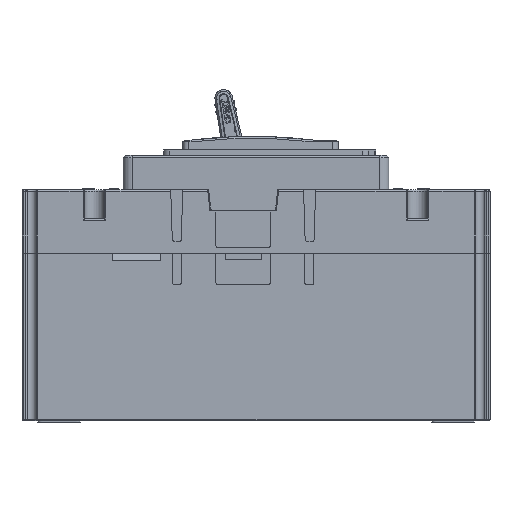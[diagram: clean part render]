
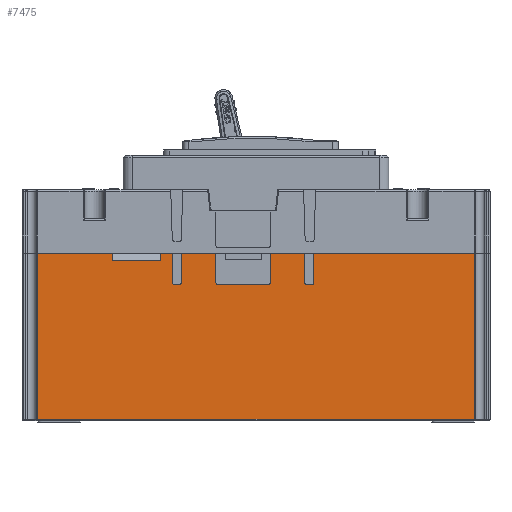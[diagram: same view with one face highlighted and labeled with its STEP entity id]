
A CAD part, left-side view. The second image highlights one B-rep face of the part: STEP entity #7475.
In plain terms, the highlighted planar face has unit normal (-1, 0, 0).
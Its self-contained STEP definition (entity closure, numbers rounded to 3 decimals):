
#4716=CIRCLE('',#103113,0.5);
#4717=CIRCLE('',#103114,0.5);
#4718=CIRCLE('',#103115,0.5);
#4719=CIRCLE('',#103116,0.5);
#4720=CIRCLE('',#103117,0.5);
#4721=CIRCLE('',#103118,0.5);
#7475=ADVANCED_FACE('',(#16476),#13026,.T.);
#13026=PLANE('',#103119);
#16476=FACE_OUTER_BOUND('',#21697,.T.);
#21697=EDGE_LOOP('',(#28674,#28675,#28676,#28677,#28678,#28679,#28680,#28681,
#28682,#28683,#28684,#28685,#28686,#28687,#28688,#28689,#28690,#28691,#28692,
#28693,#28694,#28695,#28696,#28697,#28698,#28699));
#28674=ORIENTED_EDGE('',*,*,#67455,.T.);
#28675=ORIENTED_EDGE('',*,*,#67456,.T.);
#28676=ORIENTED_EDGE('',*,*,#67457,.T.);
#28677=ORIENTED_EDGE('',*,*,#67458,.F.);
#28678=ORIENTED_EDGE('',*,*,#67459,.T.);
#28679=ORIENTED_EDGE('',*,*,#67460,.T.);
#28680=ORIENTED_EDGE('',*,*,#67461,.T.);
#28681=ORIENTED_EDGE('',*,*,#67462,.T.);
#28682=ORIENTED_EDGE('',*,*,#67463,.F.);
#28683=ORIENTED_EDGE('',*,*,#67464,.F.);
#28684=ORIENTED_EDGE('',*,*,#67465,.T.);
#28685=ORIENTED_EDGE('',*,*,#67466,.T.);
#28686=ORIENTED_EDGE('',*,*,#67467,.T.);
#28687=ORIENTED_EDGE('',*,*,#67468,.T.);
#28688=ORIENTED_EDGE('',*,*,#67469,.F.);
#28689=ORIENTED_EDGE('',*,*,#67040,.F.);
#28690=ORIENTED_EDGE('',*,*,#67470,.T.);
#28691=ORIENTED_EDGE('',*,*,#67471,.T.);
#28692=ORIENTED_EDGE('',*,*,#67472,.T.);
#28693=ORIENTED_EDGE('',*,*,#67473,.T.);
#28694=ORIENTED_EDGE('',*,*,#67474,.F.);
#28695=ORIENTED_EDGE('',*,*,#67036,.F.);
#28696=ORIENTED_EDGE('',*,*,#67475,.F.);
#28697=ORIENTED_EDGE('',*,*,#67476,.T.);
#28698=ORIENTED_EDGE('',*,*,#67477,.T.);
#28699=ORIENTED_EDGE('',*,*,#67032,.F.);
#57480=VERTEX_POINT('',#140031);
#57481=VERTEX_POINT('',#140033);
#57484=VERTEX_POINT('',#140039);
#57485=VERTEX_POINT('',#140041);
#57488=VERTEX_POINT('',#140047);
#57489=VERTEX_POINT('',#140049);
#57862=VERTEX_POINT('',#140880);
#57863=VERTEX_POINT('',#140882);
#57864=VERTEX_POINT('',#140884);
#57865=VERTEX_POINT('',#140886);
#57866=VERTEX_POINT('',#140888);
#57867=VERTEX_POINT('',#140890);
#57868=VERTEX_POINT('',#140892);
#57869=VERTEX_POINT('',#140894);
#57870=VERTEX_POINT('',#140896);
#57871=VERTEX_POINT('',#140898);
#57872=VERTEX_POINT('',#140900);
#57873=VERTEX_POINT('',#140902);
#57874=VERTEX_POINT('',#140904);
#57875=VERTEX_POINT('',#140906);
#57876=VERTEX_POINT('',#140909);
#57877=VERTEX_POINT('',#140911);
#57878=VERTEX_POINT('',#140913);
#57879=VERTEX_POINT('',#140915);
#57880=VERTEX_POINT('',#140918);
#57881=VERTEX_POINT('',#140920);
#67032=EDGE_CURVE('',#57480,#57481,#81636,.T.);
#67036=EDGE_CURVE('',#57484,#57485,#81640,.T.);
#67040=EDGE_CURVE('',#57488,#57489,#81644,.T.);
#67455=EDGE_CURVE('',#57480,#57862,#81973,.T.);
#67456=EDGE_CURVE('',#57862,#57863,#81974,.T.);
#67457=EDGE_CURVE('',#57863,#57864,#81975,.T.);
#67458=EDGE_CURVE('',#57865,#57864,#81976,.T.);
#67459=EDGE_CURVE('',#57865,#57866,#81977,.T.);
#67460=EDGE_CURVE('',#57866,#57867,#4716,.T.);
#67461=EDGE_CURVE('',#57867,#57868,#81978,.T.);
#67462=EDGE_CURVE('',#57868,#57869,#4717,.T.);
#67463=EDGE_CURVE('',#57870,#57869,#81979,.T.);
#67464=EDGE_CURVE('',#57871,#57870,#81980,.T.);
#67465=EDGE_CURVE('',#57871,#57872,#81981,.T.);
#67466=EDGE_CURVE('',#57872,#57873,#4718,.T.);
#67467=EDGE_CURVE('',#57873,#57874,#81982,.T.);
#67468=EDGE_CURVE('',#57874,#57875,#4719,.T.);
#67469=EDGE_CURVE('',#57489,#57875,#81983,.T.);
#67470=EDGE_CURVE('',#57488,#57876,#81984,.T.);
#67471=EDGE_CURVE('',#57876,#57877,#4720,.T.);
#67472=EDGE_CURVE('',#57877,#57878,#81985,.T.);
#67473=EDGE_CURVE('',#57878,#57879,#4721,.T.);
#67474=EDGE_CURVE('',#57485,#57879,#81986,.T.);
#67475=EDGE_CURVE('',#57880,#57484,#81987,.T.);
#67476=EDGE_CURVE('',#57880,#57881,#81988,.T.);
#67477=EDGE_CURVE('',#57881,#57481,#81989,.T.);
#81636=LINE('',#140032,#92330);
#81640=LINE('',#140040,#92334);
#81644=LINE('',#140048,#92338);
#81973=LINE('',#140879,#92667);
#81974=LINE('',#140881,#92668);
#81975=LINE('',#140883,#92669);
#81976=LINE('',#140885,#92670);
#81977=LINE('',#140887,#92671);
#81978=LINE('',#140891,#92672);
#81979=LINE('',#140895,#92673);
#81980=LINE('',#140897,#92674);
#81981=LINE('',#140899,#92675);
#81982=LINE('',#140903,#92676);
#81983=LINE('',#140907,#92677);
#81984=LINE('',#140908,#92678);
#81985=LINE('',#140912,#92679);
#81986=LINE('',#140916,#92680);
#81987=LINE('',#140917,#92681);
#81988=LINE('',#140919,#92682);
#81989=LINE('',#140921,#92683);
#92330=VECTOR('',#111939,1.);
#92334=VECTOR('',#111943,1.);
#92338=VECTOR('',#111947,1.);
#92667=VECTOR('',#112534,1.);
#92668=VECTOR('',#112535,1.);
#92669=VECTOR('',#112536,1.);
#92670=VECTOR('',#112537,1.);
#92671=VECTOR('',#112538,1.);
#92672=VECTOR('',#112541,1.);
#92673=VECTOR('',#112544,1.);
#92674=VECTOR('',#112545,1.);
#92675=VECTOR('',#112546,1.);
#92676=VECTOR('',#112549,1.);
#92677=VECTOR('',#112552,1.);
#92678=VECTOR('',#112553,1.);
#92679=VECTOR('',#112556,1.);
#92680=VECTOR('',#112559,1.);
#92681=VECTOR('',#112560,1.);
#92682=VECTOR('',#112561,1.);
#92683=VECTOR('',#112562,1.);
#103113=AXIS2_PLACEMENT_3D('',#140889,#112539,#112540);
#103114=AXIS2_PLACEMENT_3D('',#140893,#112542,#112543);
#103115=AXIS2_PLACEMENT_3D('',#140901,#112547,#112548);
#103116=AXIS2_PLACEMENT_3D('',#140905,#112550,#112551);
#103117=AXIS2_PLACEMENT_3D('',#140910,#112554,#112555);
#103118=AXIS2_PLACEMENT_3D('',#140914,#112557,#112558);
#103119=AXIS2_PLACEMENT_3D('',#140922,#112563,#112564);
#111939=DIRECTION('',(0.,-1.,0.));
#111943=DIRECTION('',(0.,-1.,0.));
#111947=DIRECTION('',(0.,-1.,0.));
#112534=DIRECTION('',(0.,0.,-1.));
#112535=DIRECTION('',(0.,-1.,0.));
#112536=DIRECTION('',(0.,0.,1.));
#112537=DIRECTION('',(0.,-1.,0.));
#112538=DIRECTION('',(0.,0.,-1.));
#112539=DIRECTION('',(1.,0.,0.));
#112540=DIRECTION('',(0.,0.,1.));
#112541=DIRECTION('',(0.,1.,0.));
#112542=DIRECTION('',(1.,0.,0.));
#112543=DIRECTION('',(0.,0.,1.));
#112544=DIRECTION('',(0.,0.,-1.));
#112545=DIRECTION('',(0.,-1.,0.));
#112546=DIRECTION('',(0.,0.,-1.));
#112547=DIRECTION('',(1.,0.,0.));
#112548=DIRECTION('',(0.,0.,1.));
#112549=DIRECTION('',(0.,1.,0.));
#112550=DIRECTION('',(1.,0.,0.));
#112551=DIRECTION('',(0.,0.,1.));
#112552=DIRECTION('',(0.,0.,-1.));
#112553=DIRECTION('',(0.,0.,-1.));
#112554=DIRECTION('',(1.,0.,0.));
#112555=DIRECTION('',(0.,0.,1.));
#112556=DIRECTION('',(0.,1.,0.));
#112557=DIRECTION('',(1.,0.,0.));
#112558=DIRECTION('',(0.,0.,1.));
#112559=DIRECTION('',(0.,0.,-1.));
#112560=DIRECTION('',(0.,0.,1.));
#112561=DIRECTION('',(0.,1.,0.));
#112562=DIRECTION('',(0.,0.,1.));
#112563=DIRECTION('',(-1.,0.,0.));
#112564=DIRECTION('',(0.,-1.,0.));
#140031=CARTESIAN_POINT('',(149.,149.806,15.5));
#140032=CARTESIAN_POINT('',(149.,140.672,15.5));
#140033=CARTESIAN_POINT('',(149.,125.,15.5));
#140039=CARTESIAN_POINT('',(149.,109.,15.5));
#140040=CARTESIAN_POINT('',(149.,140.672,15.5));
#140041=CARTESIAN_POINT('',(149.,105.2,15.5));
#140047=CARTESIAN_POINT('',(149.,102.2,15.5));
#140048=CARTESIAN_POINT('',(149.,140.672,15.5));
#140049=CARTESIAN_POINT('',(149.,90.75,15.5));
#140879=CARTESIAN_POINT('',(149.,149.806,-40.));
#140880=CARTESIAN_POINT('',(149.,149.806,-39.5));
#140881=CARTESIAN_POINT('',(149.,155.,-39.5));
#140882=CARTESIAN_POINT('',(149.,5.194,-39.5));
#140883=CARTESIAN_POINT('',(149.,5.194,15.5));
#140884=CARTESIAN_POINT('',(149.,5.194,15.5));
#140885=CARTESIAN_POINT('',(149.,140.672,15.5));
#140886=CARTESIAN_POINT('',(149.,58.3,15.5));
#140887=CARTESIAN_POINT('',(149.,58.3,18.2));
#140888=CARTESIAN_POINT('',(149.,58.3,5.7));
#140889=CARTESIAN_POINT('',(149.,58.8,5.7));
#140890=CARTESIAN_POINT('',(149.,58.8,5.2));
#140891=CARTESIAN_POINT('',(149.,155.,5.2));
#140892=CARTESIAN_POINT('',(149.,60.8,5.2));
#140893=CARTESIAN_POINT('',(149.,60.8,5.7));
#140894=CARTESIAN_POINT('',(149.,61.3,5.7));
#140895=CARTESIAN_POINT('',(149.,61.3,18.2));
#140896=CARTESIAN_POINT('',(149.,61.3,15.5));
#140897=CARTESIAN_POINT('',(149.,140.672,15.5));
#140898=CARTESIAN_POINT('',(149.,72.75,15.5));
#140899=CARTESIAN_POINT('',(149.,72.75,18.2));
#140900=CARTESIAN_POINT('',(149.,72.75,5.7));
#140901=CARTESIAN_POINT('',(149.,73.25,5.7));
#140902=CARTESIAN_POINT('',(149.,73.25,5.2));
#140903=CARTESIAN_POINT('',(149.,77.5,5.2));
#140904=CARTESIAN_POINT('',(149.,90.25,5.2));
#140905=CARTESIAN_POINT('',(149.,90.25,5.7));
#140906=CARTESIAN_POINT('',(149.,90.75,5.7));
#140907=CARTESIAN_POINT('',(149.,90.75,18.2));
#140908=CARTESIAN_POINT('',(149.,102.2,18.2));
#140909=CARTESIAN_POINT('',(149.,102.2,5.7));
#140910=CARTESIAN_POINT('',(149.,102.7,5.7));
#140911=CARTESIAN_POINT('',(149.,102.7,5.2));
#140912=CARTESIAN_POINT('',(149.,77.5,5.2));
#140913=CARTESIAN_POINT('',(149.,104.7,5.2));
#140914=CARTESIAN_POINT('',(149.,104.7,5.7));
#140915=CARTESIAN_POINT('',(149.,105.2,5.7));
#140916=CARTESIAN_POINT('',(149.,105.2,18.2));
#140917=CARTESIAN_POINT('',(149.,109.,13.));
#140918=CARTESIAN_POINT('',(149.,109.,13.));
#140919=CARTESIAN_POINT('',(149.,109.,13.));
#140920=CARTESIAN_POINT('',(149.,125.,13.));
#140921=CARTESIAN_POINT('',(149.,125.,13.));
#140922=CARTESIAN_POINT('',(149.,155.,-44.));
